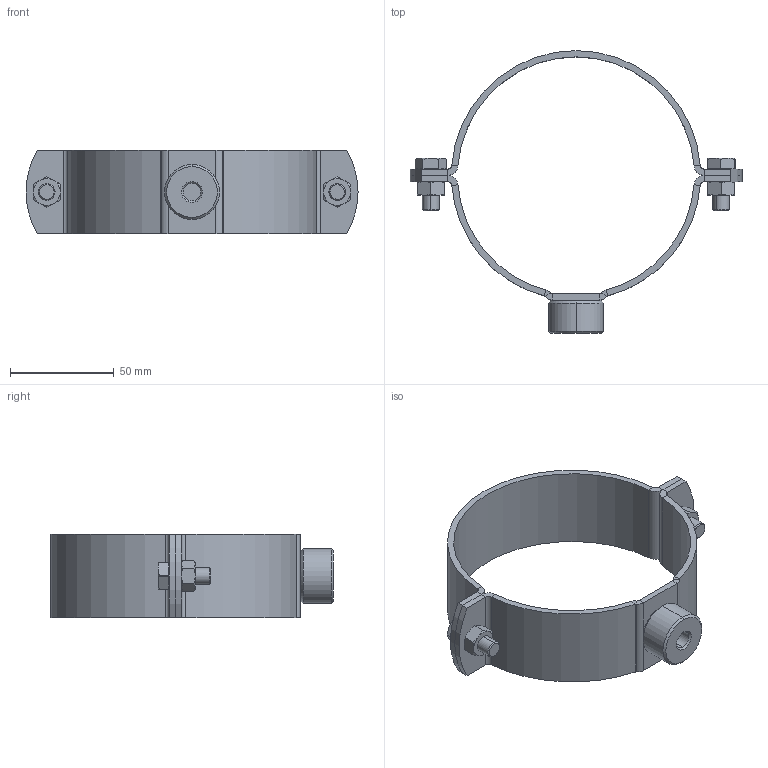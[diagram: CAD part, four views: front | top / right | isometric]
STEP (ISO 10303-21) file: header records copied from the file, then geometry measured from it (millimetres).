
FILE_DESCRIPTION (( 'STEP AP214' ), '1' );
FILE_NAME ('51.863K.STEP', '2024-04-25T14:27:03', ( '' ), ( '' ), 'SwSTEP 2.0', 'SolidWorks 2023', '' );
FILE_SCHEMA (( 'AUTOMOTIVE_DESIGN' ));
Length unit declared in the file: millimetre
Products named in the file (7): 18685-Gewindemuffe Kohler M10, G0.75; 1000003369_10 - Gr. 114-117 - H-17104.010; 1000003486; 51.863K; 1000003380_10 - Gr. 114-117 - H-18688.610 - 51.819K; 1000003360_10 - Gr. 113-116 - H-17103.010; 1000003484
Assembly tree (8 placements, depth 3):
  51.863K
    1000003380_10 - Gr. 114-117 - H-18688.610 - 51.819K
      1000003369_10 - Gr. 114-117 - H-17104.010
      18685-Gewindemuffe Kohler M10, G0.75
    1000003360_10 - Gr. 113-116 - H-17103.010
    1000003484  x2
    1000003486  x2
Bounding box: 160 x 136.2 x 40 mm (x, y, z)
Volume: 64317.1 mm3; surface area: 43678.7 mm2
Topology: 7 solids, 7 shells, 212 faces, 458 edges, 262 vertices
Faces by surface type: plane 90, cylinder 62, cone 60
Entity records: 4344 total; most frequent: CARTESIAN_POINT 853, DIRECTION 747, ORIENTED_EDGE 642, EDGE_CURVE 321, AXIS2_PLACEMENT_3D 300, VERTEX_POINT 182, EDGE_LOOP 163, FACE_OUTER_BOUND 150
